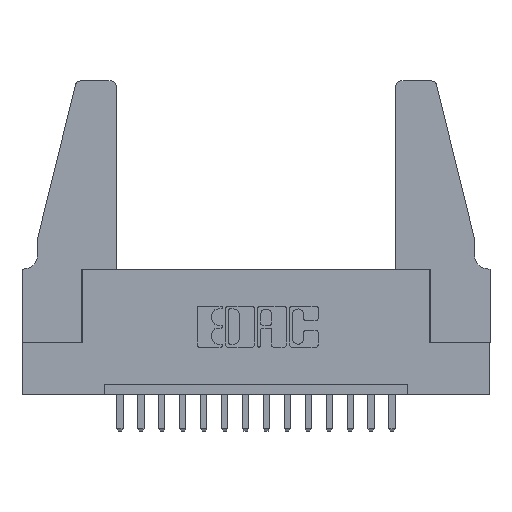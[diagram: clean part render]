
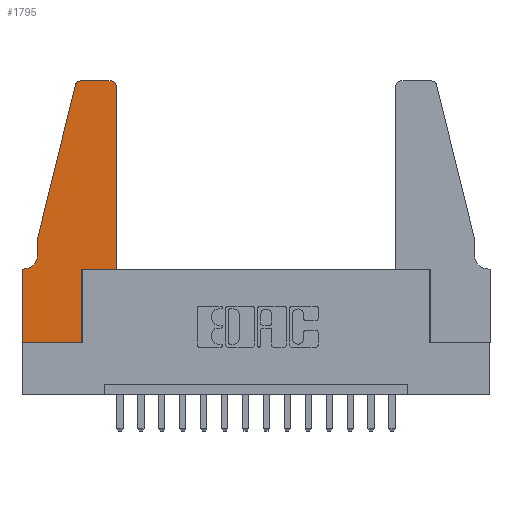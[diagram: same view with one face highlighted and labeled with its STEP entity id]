
A CAD part, top view. The second image highlights one B-rep face of the part: STEP entity #1795.
In plain terms, the highlighted planar face has unit normal (0, 0, 1).
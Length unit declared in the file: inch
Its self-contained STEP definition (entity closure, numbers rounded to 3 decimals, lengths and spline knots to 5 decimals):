
#178 = CARTESIAN_POINT ( 'NONE',  ( 0.284, 1.25, 0.37 ) ) ;
#425 = ORIENTED_EDGE ( 'NONE', *, *, #14920, .T. ) ;
#462 = ORIENTED_EDGE ( 'NONE', *, *, #14445, .T. ) ;
#481 = LINE ( 'NONE', #11897, #14113 ) ;
#528 = DIRECTION ( 'NONE',  ( 1., 0., 0. ) ) ;
#628 = CARTESIAN_POINT ( 'NONE',  ( 0.4205, 1.22, 0.37 ) ) ;
#847 = EDGE_CURVE ( 'NONE', #6348, #7839, #4175, .T. ) ;
#929 = CARTESIAN_POINT ( 'NONE',  ( 0., 0., 0.37 ) ) ;
#1595 = EDGE_CURVE ( 'NONE', #4641, #5717, #14975, .T. ) ;
#1624 = ORIENTED_EDGE ( 'NONE', *, *, #4695, .T. ) ;
#1795 = ADVANCED_FACE ( 'NONE', ( #10174 ), #15700, .T. ) ;
#2290 = CARTESIAN_POINT ( 'NONE',  ( 0.4505, 0.35, 0.37 ) ) ;
#2571 = CARTESIAN_POINT ( 'NONE',  ( 0.2865, 0.35, 0.37 ) ) ;
#2604 = DIRECTION ( 'NONE',  ( 1., 0., 0. ) ) ;
#2783 = VERTEX_POINT ( 'NONE', #929 ) ;
#2814 = ORIENTED_EDGE ( 'NONE', *, *, #14847, .T. ) ;
#2902 = VECTOR ( 'NONE', #11945, 39.37008 ) ;
#2989 = LINE ( 'NONE', #11515, #9402 ) ;
#3117 = DIRECTION ( 'NONE',  ( 0., 0., 1. ) ) ;
#3534 = ORIENTED_EDGE ( 'NONE', *, *, #13942, .T. ) ;
#3938 = CARTESIAN_POINT ( 'NONE',  ( 0.4505, 1.22, 0.37 ) ) ;
#3959 = DIRECTION ( 'NONE',  ( 0., -1., 0. ) ) ;
#4152 = VERTEX_POINT ( 'NONE', #7798 ) ;
#4175 = CIRCLE ( 'NONE', #15024, 0.03 ) ;
#4236 = CARTESIAN_POINT ( 'NONE',  ( 0.2865, 0.35, 0.37 ) ) ;
#4364 = CARTESIAN_POINT ( 'NONE',  ( 0.2865, 0., 0.37 ) ) ;
#4641 = VERTEX_POINT ( 'NONE', #12976 ) ;
#4646 = DIRECTION ( 'NONE',  ( -1., 0., 0. ) ) ;
#4666 = LINE ( 'NONE', #14207, #13444 ) ;
#4695 = EDGE_CURVE ( 'NONE', #9495, #2783, #4666, .T. ) ;
#4901 = EDGE_LOOP ( 'NONE', ( #11752, #3534, #14669, #9815, #462, #425, #1624, #13072, #7104, #5473, #2814, #16294 ) ) ;
#5131 = CIRCLE ( 'NONE', #5573, 0.07 ) ;
#5165 = DIRECTION ( 'NONE',  ( -1., 0., 0. ) ) ;
#5171 = AXIS2_PLACEMENT_3D ( 'NONE', #14469, #3117, #528 ) ;
#5452 = CARTESIAN_POINT ( 'NONE',  ( 0.4505, 0.35, 0.37 ) ) ;
#5473 = ORIENTED_EDGE ( 'NONE', *, *, #12756, .T. ) ;
#5566 = DIRECTION ( 'NONE',  ( -1., 0., 0. ) ) ;
#5573 = AXIS2_PLACEMENT_3D ( 'NONE', #16093, #6098, #4646 ) ;
#5717 = VERTEX_POINT ( 'NONE', #6091 ) ;
#5762 = VECTOR ( 'NONE', #7009, 39.37008 ) ;
#5785 = DIRECTION ( 'NONE',  ( 1., 0., 0. ) ) ;
#5917 = LINE ( 'NONE', #5452, #2902 ) ;
#6029 = CARTESIAN_POINT ( 'NONE',  ( 0.4505, 0.35, 0.37 ) ) ;
#6091 = CARTESIAN_POINT ( 'NONE',  ( 0.0755, 0.5, 0.37 ) ) ;
#6098 = DIRECTION ( 'NONE',  ( 0., 0., -1. ) ) ;
#6237 = EDGE_CURVE ( 'NONE', #5717, #4152, #15596, .T. ) ;
#6283 = EDGE_CURVE ( 'NONE', #7839, #14659, #2989, .T. ) ;
#6348 = VERTEX_POINT ( 'NONE', #3938 ) ;
#6607 = CARTESIAN_POINT ( 'NONE',  ( 0.0755, 0.5, 0.37 ) ) ;
#6889 = LINE ( 'NONE', #2290, #11334 ) ;
#7009 = DIRECTION ( 'NONE',  ( -0.239, -0.971, 0. ) ) ;
#7104 = ORIENTED_EDGE ( 'NONE', *, *, #9365, .T. ) ;
#7210 = VECTOR ( 'NONE', #3959, 39.37008 ) ;
#7798 = CARTESIAN_POINT ( 'NONE',  ( 0.0755, 0.42, 0.37 ) ) ;
#7839 = VERTEX_POINT ( 'NONE', #13309 ) ;
#8769 = VERTEX_POINT ( 'NONE', #6029 ) ;
#9365 = EDGE_CURVE ( 'NONE', #13040, #16575, #14825, .T. ) ;
#9402 = VECTOR ( 'NONE', #5165, 39.37008 ) ;
#9495 = VERTEX_POINT ( 'NONE', #14324 ) ;
#9542 = EDGE_CURVE ( 'NONE', #2783, #13040, #9838, .T. ) ;
#9815 = ORIENTED_EDGE ( 'NONE', *, *, #6237, .T. ) ;
#9838 = LINE ( 'NONE', #14431, #14373 ) ;
#10174 = FACE_OUTER_BOUND ( 'NONE', #4901, .T. ) ;
#10563 = CIRCLE ( 'NONE', #16504, 0.03 ) ;
#10767 = DIRECTION ( 'NONE',  ( 1., 0., 0. ) ) ;
#11009 = CARTESIAN_POINT ( 'NONE',  ( 0.0055, 0.35, 0.37 ) ) ;
#11334 = VECTOR ( 'NONE', #16499, 39.37008 ) ;
#11515 = CARTESIAN_POINT ( 'NONE',  ( 0.2605, 1.25, 0.37 ) ) ;
#11648 = DIRECTION ( 'NONE',  ( 0., 0., 1. ) ) ;
#11659 = DIRECTION ( 'NONE',  ( 0., -1., 0. ) ) ;
#11752 = ORIENTED_EDGE ( 'NONE', *, *, #6283, .T. ) ;
#11897 = CARTESIAN_POINT ( 'NONE',  ( 0.0755, 0.35, 0.37 ) ) ;
#11904 = VERTEX_POINT ( 'NONE', #11009 ) ;
#11945 = DIRECTION ( 'NONE',  ( 0., 1., 0. ) ) ;
#12756 = EDGE_CURVE ( 'NONE', #16575, #8769, #6889, .T. ) ;
#12976 = CARTESIAN_POINT ( 'NONE',  ( 0.25487, 1.22718, 0.37 ) ) ;
#13040 = VERTEX_POINT ( 'NONE', #4364 ) ;
#13072 = ORIENTED_EDGE ( 'NONE', *, *, #9542, .T. ) ;
#13309 = CARTESIAN_POINT ( 'NONE',  ( 0.4205, 1.25, 0.37 ) ) ;
#13444 = VECTOR ( 'NONE', #11659, 39.37008 ) ;
#13942 = EDGE_CURVE ( 'NONE', #14659, #4641, #10563, .T. ) ;
#14113 = VECTOR ( 'NONE', #5566, 39.37008 ) ;
#14207 = CARTESIAN_POINT ( 'NONE',  ( 0., 0., 0.37 ) ) ;
#14324 = CARTESIAN_POINT ( 'NONE',  ( 0., 0.35, 0.37 ) ) ;
#14373 = VECTOR ( 'NONE', #10767, 39.37008 ) ;
#14431 = CARTESIAN_POINT ( 'NONE',  ( 0., 0., 0.37 ) ) ;
#14445 = EDGE_CURVE ( 'NONE', #4152, #11904, #5131, .T. ) ;
#14469 = CARTESIAN_POINT ( 'NONE',  ( 0., 0.35, 0.37 ) ) ;
#14617 = DIRECTION ( 'NONE',  ( 0., 0., 1. ) ) ;
#14659 = VERTEX_POINT ( 'NONE', #178 ) ;
#14669 = ORIENTED_EDGE ( 'NONE', *, *, #1595, .T. ) ;
#14794 = CARTESIAN_POINT ( 'NONE',  ( 0.0755, 0.5, 0.37 ) ) ;
#14825 = LINE ( 'NONE', #2571, #16219 ) ;
#14847 = EDGE_CURVE ( 'NONE', #8769, #6348, #5917, .T. ) ;
#14920 = EDGE_CURVE ( 'NONE', #11904, #9495, #481, .T. ) ;
#14975 = LINE ( 'NONE', #14794, #5762 ) ;
#15024 = AXIS2_PLACEMENT_3D ( 'NONE', #628, #14617, #5785 ) ;
#15179 = DIRECTION ( 'NONE',  ( 0., 1., 0. ) ) ;
#15430 = CARTESIAN_POINT ( 'NONE',  ( 0.284, 1.22, 0.37 ) ) ;
#15596 = LINE ( 'NONE', #6607, #7210 ) ;
#15700 = PLANE ( 'NONE',  #5171 ) ;
#16093 = CARTESIAN_POINT ( 'NONE',  ( 0.0055, 0.42, 0.37 ) ) ;
#16219 = VECTOR ( 'NONE', #15179, 39.37008 ) ;
#16294 = ORIENTED_EDGE ( 'NONE', *, *, #847, .T. ) ;
#16499 = DIRECTION ( 'NONE',  ( 1., 0., 0. ) ) ;
#16504 = AXIS2_PLACEMENT_3D ( 'NONE', #15430, #11648, #2604 ) ;
#16575 = VERTEX_POINT ( 'NONE', #4236 ) ;
